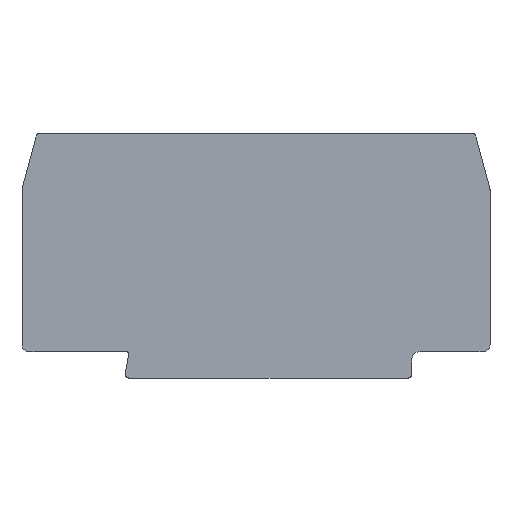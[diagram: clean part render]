
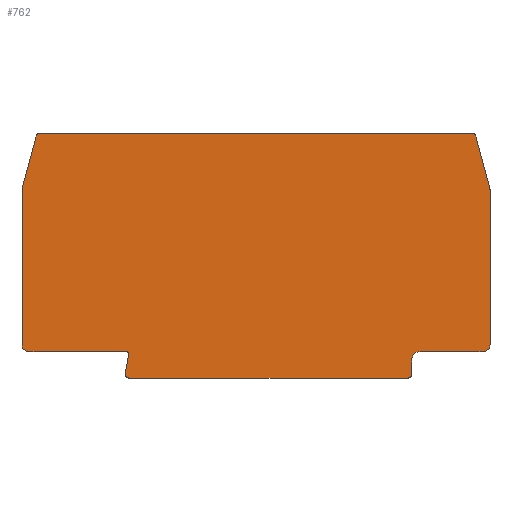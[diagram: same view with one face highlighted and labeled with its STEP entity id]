
A CAD part, top view. The second image highlights one B-rep face of the part: STEP entity #762.
In plain terms, the highlighted planar face has unit normal (0, 0, 1).
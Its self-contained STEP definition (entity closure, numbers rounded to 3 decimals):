
#1=CARTESIAN_POINT('',(32.1,-8.053,1.5));
#2=DIRECTION('',(0.,0.,-1.));
#3=DIRECTION('',(0.966,0.259,0.));
#4=AXIS2_PLACEMENT_3D('',#1,#2,#3);
#6=DIRECTION('',(0.,-1.,0.));
#7=VECTOR('',#6,22.347);
#8=CARTESIAN_POINT('',(32.4,-8.053,1.5));
#9=LINE('',#8,#7);
#10=CARTESIAN_POINT('',(31.4,-30.4,1.5));
#11=DIRECTION('',(0.,0.,-1.));
#12=DIRECTION('',(1.,0.,0.));
#13=AXIS2_PLACEMENT_3D('',#10,#11,#12);
#15=DIRECTION('',(-1.,0.,0.));
#16=VECTOR('',#15,9.05);
#17=CARTESIAN_POINT('',(31.4,-31.4,1.5));
#18=LINE('',#17,#16);
#19=CARTESIAN_POINT('',(22.35,-32.6,1.5));
#20=DIRECTION('',(0.,0.,1.));
#21=DIRECTION('',(0.,1.,0.));
#22=AXIS2_PLACEMENT_3D('',#19,#20,#21);
#24=DIRECTION('',(0.,-1.,0.));
#25=VECTOR('',#24,2.1);
#26=CARTESIAN_POINT('',(21.15,-32.6,1.5));
#27=LINE('',#26,#25);
#28=CARTESIAN_POINT('',(20.65,-34.7,1.5));
#29=DIRECTION('',(0.,0.,-1.));
#30=DIRECTION('',(1.,0.,0.));
#31=AXIS2_PLACEMENT_3D('',#28,#29,#30);
#33=DIRECTION('',(-1.,0.,0.));
#34=VECTOR('',#33,40.206);
#35=CARTESIAN_POINT('',(20.65,-35.2,1.5));
#36=LINE('',#35,#34);
#37=CARTESIAN_POINT('',(-19.556,-34.7,1.5));
#38=DIRECTION('',(0.,0.,-1.));
#39=DIRECTION('',(0.,-1.,0.));
#40=AXIS2_PLACEMENT_3D('',#37,#38,#39);
#42=CARTESIAN_POINT('',(-19.556,-34.7,1.5));
#43=DIRECTION('',(0.,0.,-1.));
#44=DIRECTION('',(-1.,0.,0.));
#45=AXIS2_PLACEMENT_3D('',#42,#43,#44);
#47=DIRECTION('',(0.174,0.985,0.));
#48=VECTOR('',#47,2.786);
#49=CARTESIAN_POINT('',(-20.048,-34.613,1.5));
#50=LINE('',#49,#48);
#51=CARTESIAN_POINT('',(-19.958,-31.8,1.5));
#52=DIRECTION('',(0.,0.,1.));
#53=DIRECTION('',(0.985,-0.174,0.));
#54=AXIS2_PLACEMENT_3D('',#51,#52,#53);
#56=CARTESIAN_POINT('',(-19.958,-31.8,1.5));
#57=DIRECTION('',(0.,0.,1.));
#58=DIRECTION('',(1.,0.,0.));
#59=AXIS2_PLACEMENT_3D('',#56,#57,#58);
#61=DIRECTION('',(-1.,0.,0.));
#62=VECTOR('',#61,13.942);
#63=CARTESIAN_POINT('',(-19.958,-31.4,1.5));
#64=LINE('',#63,#62);
#65=CARTESIAN_POINT('',(-33.9,-30.4,1.5));
#66=DIRECTION('',(0.,0.,-1.));
#67=DIRECTION('',(0.,-1.,0.));
#68=AXIS2_PLACEMENT_3D('',#65,#66,#67);
#70=DIRECTION('',(0.,1.,0.));
#71=VECTOR('',#70,22.347);
#72=CARTESIAN_POINT('',(-34.9,-30.4,1.5));
#73=LINE('',#72,#71);
#74=CARTESIAN_POINT('',(-34.6,-8.053,1.5));
#75=DIRECTION('',(0.,0.,-1.));
#76=DIRECTION('',(-1.,0.,0.));
#77=AXIS2_PLACEMENT_3D('',#74,#75,#76);
#79=DIRECTION('',(0.259,0.966,0.));
#80=VECTOR('',#79,7.999);
#81=CARTESIAN_POINT('',(-34.89,-7.975,1.5));
#82=LINE('',#81,#80);
#83=CARTESIAN_POINT('',(-32.626,-0.3,1.5));
#84=DIRECTION('',(0.,0.,-1.));
#85=DIRECTION('',(-0.966,0.259,0.));
#86=AXIS2_PLACEMENT_3D('',#83,#84,#85);
#88=DIRECTION('',(1.,0.,0.));
#89=VECTOR('',#88,62.752);
#90=CARTESIAN_POINT('',(-32.626,-0.1,1.5));
#91=LINE('',#90,#89);
#92=CARTESIAN_POINT('',(30.126,-0.3,1.5));
#93=DIRECTION('',(0.,0.,-1.));
#94=DIRECTION('',(0.,1.,0.));
#95=AXIS2_PLACEMENT_3D('',#92,#93,#94);
#97=DIRECTION('',(0.259,-0.966,0.));
#98=VECTOR('',#97,7.999);
#99=CARTESIAN_POINT('',(30.319,-0.248,1.5));
#100=LINE('',#99,#98);
#555=CARTESIAN_POINT('',(32.39,-7.975,1.5));
#556=CARTESIAN_POINT('',(32.4,-8.053,1.5));
#557=VERTEX_POINT('',#555);
#558=VERTEX_POINT('',#556);
#559=CARTESIAN_POINT('',(32.4,-30.4,1.5));
#560=VERTEX_POINT('',#559);
#561=CARTESIAN_POINT('',(31.4,-31.4,1.5));
#562=VERTEX_POINT('',#561);
#563=CARTESIAN_POINT('',(22.35,-31.4,1.5));
#564=VERTEX_POINT('',#563);
#565=CARTESIAN_POINT('',(21.15,-32.6,1.5));
#566=VERTEX_POINT('',#565);
#567=CARTESIAN_POINT('',(21.15,-34.7,1.5));
#568=VERTEX_POINT('',#567);
#569=CARTESIAN_POINT('',(20.65,-35.2,1.5));
#570=VERTEX_POINT('',#569);
#571=CARTESIAN_POINT('',(-19.556,-35.2,1.5));
#572=VERTEX_POINT('',#571);
#573=CARTESIAN_POINT('',(-20.056,-34.7,1.5));
#574=CARTESIAN_POINT('',(-20.048,-34.613,1.5));
#575=VERTEX_POINT('',#573);
#576=VERTEX_POINT('',#574);
#577=CARTESIAN_POINT('',(-19.564,-31.869,1.5));
#578=VERTEX_POINT('',#577);
#579=CARTESIAN_POINT('',(-19.558,-31.8,1.5));
#580=CARTESIAN_POINT('',(-19.958,-31.4,1.5));
#581=VERTEX_POINT('',#579);
#582=VERTEX_POINT('',#580);
#583=CARTESIAN_POINT('',(-33.9,-31.4,1.5));
#584=VERTEX_POINT('',#583);
#585=CARTESIAN_POINT('',(-34.9,-30.4,1.5));
#586=VERTEX_POINT('',#585);
#587=CARTESIAN_POINT('',(-34.9,-8.053,1.5));
#588=VERTEX_POINT('',#587);
#589=CARTESIAN_POINT('',(-34.89,-7.975,1.5));
#590=VERTEX_POINT('',#589);
#591=CARTESIAN_POINT('',(-32.819,-0.248,1.5));
#592=VERTEX_POINT('',#591);
#593=CARTESIAN_POINT('',(-32.626,-0.1,1.5));
#594=VERTEX_POINT('',#593);
#595=CARTESIAN_POINT('',(30.126,-0.1,1.5));
#596=VERTEX_POINT('',#595);
#597=CARTESIAN_POINT('',(30.319,-0.248,1.5));
#598=VERTEX_POINT('',#597);
#711=CARTESIAN_POINT('',(0.,0.,1.5));
#712=DIRECTION('',(0.,0.,1.));
#713=DIRECTION('',(1.,0.,0.));
#714=AXIS2_PLACEMENT_3D('',#711,#712,#713);
#715=PLANE('',#714);
#717=ORIENTED_EDGE('',*,*,#716,.T.);
#719=ORIENTED_EDGE('',*,*,#718,.T.);
#721=ORIENTED_EDGE('',*,*,#720,.T.);
#723=ORIENTED_EDGE('',*,*,#722,.T.);
#725=ORIENTED_EDGE('',*,*,#724,.T.);
#727=ORIENTED_EDGE('',*,*,#726,.T.);
#729=ORIENTED_EDGE('',*,*,#728,.T.);
#731=ORIENTED_EDGE('',*,*,#730,.T.);
#733=ORIENTED_EDGE('',*,*,#732,.T.);
#735=ORIENTED_EDGE('',*,*,#734,.T.);
#737=ORIENTED_EDGE('',*,*,#736,.T.);
#739=ORIENTED_EDGE('',*,*,#738,.T.);
#741=ORIENTED_EDGE('',*,*,#740,.T.);
#743=ORIENTED_EDGE('',*,*,#742,.T.);
#745=ORIENTED_EDGE('',*,*,#744,.T.);
#747=ORIENTED_EDGE('',*,*,#746,.T.);
#749=ORIENTED_EDGE('',*,*,#748,.T.);
#751=ORIENTED_EDGE('',*,*,#750,.T.);
#753=ORIENTED_EDGE('',*,*,#752,.T.);
#755=ORIENTED_EDGE('',*,*,#754,.T.);
#757=ORIENTED_EDGE('',*,*,#756,.T.);
#759=ORIENTED_EDGE('',*,*,#758,.T.);
#760=EDGE_LOOP('',(#717,#719,#721,#723,#725,#727,#729,#731,#733,#735,#737,#739,
#741,#743,#745,#747,#749,#751,#753,#755,#757,#759));
#761=FACE_OUTER_BOUND('',#760,.F.);
#5=CIRCLE('',#4,0.3);
#14=CIRCLE('',#13,1.);
#23=CIRCLE('',#22,1.2);
#32=CIRCLE('',#31,0.5);
#41=CIRCLE('',#40,0.5);
#46=CIRCLE('',#45,0.5);
#55=CIRCLE('',#54,0.4);
#60=CIRCLE('',#59,0.4);
#69=CIRCLE('',#68,1.);
#78=CIRCLE('',#77,0.3);
#87=CIRCLE('',#86,0.2);
#96=CIRCLE('',#95,0.2);
#716=EDGE_CURVE('',#557,#558,#5,.T.);
#718=EDGE_CURVE('',#558,#560,#9,.T.);
#720=EDGE_CURVE('',#560,#562,#14,.T.);
#722=EDGE_CURVE('',#562,#564,#18,.T.);
#724=EDGE_CURVE('',#564,#566,#23,.T.);
#726=EDGE_CURVE('',#566,#568,#27,.T.);
#728=EDGE_CURVE('',#568,#570,#32,.T.);
#730=EDGE_CURVE('',#570,#572,#36,.T.);
#732=EDGE_CURVE('',#572,#575,#41,.T.);
#734=EDGE_CURVE('',#575,#576,#46,.T.);
#736=EDGE_CURVE('',#576,#578,#50,.T.);
#738=EDGE_CURVE('',#578,#581,#55,.T.);
#740=EDGE_CURVE('',#581,#582,#60,.T.);
#742=EDGE_CURVE('',#582,#584,#64,.T.);
#744=EDGE_CURVE('',#584,#586,#69,.T.);
#746=EDGE_CURVE('',#586,#588,#73,.T.);
#748=EDGE_CURVE('',#588,#590,#78,.T.);
#750=EDGE_CURVE('',#590,#592,#82,.T.);
#752=EDGE_CURVE('',#592,#594,#87,.T.);
#754=EDGE_CURVE('',#594,#596,#91,.T.);
#756=EDGE_CURVE('',#596,#598,#96,.T.);
#758=EDGE_CURVE('',#598,#557,#100,.T.);
#762=ADVANCED_FACE('',(#761),#715,.T.);
